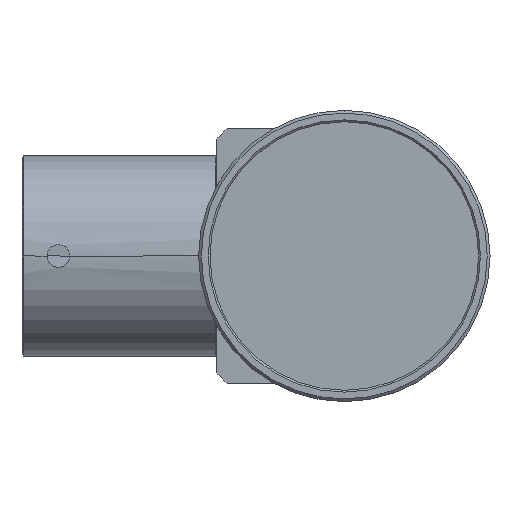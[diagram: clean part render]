
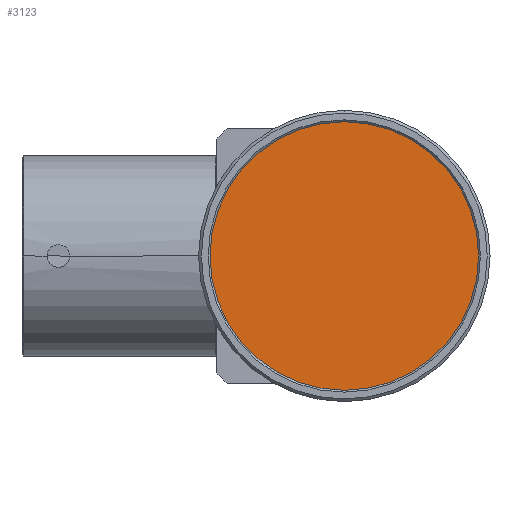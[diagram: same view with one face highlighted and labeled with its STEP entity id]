
A CAD part, left-side view. The second image highlights one B-rep face of the part: STEP entity #3123.
In plain terms, the highlighted planar face has unit normal (-1, 0, 0).
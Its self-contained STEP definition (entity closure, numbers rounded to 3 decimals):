
#77 = EDGE_LOOP ( 'NONE', ( #2744, #820 ) ) ;
#290 = CARTESIAN_POINT ( 'NONE',  ( 2.189, 0., 0. ) ) ;
#391 = AXIS2_PLACEMENT_3D ( 'NONE', #290, #2285, #2032 ) ;
#613 = CARTESIAN_POINT ( 'NONE',  ( 2.189, 0., 0. ) ) ;
#820 = ORIENTED_EDGE ( 'NONE', *, *, #3036, .F. ) ;
#915 = DIRECTION ( 'NONE',  ( 0., 0., 1. ) ) ;
#923 = DIRECTION ( 'NONE',  ( 1., 0., 0. ) ) ;
#931 = CARTESIAN_POINT ( 'NONE',  ( 2.189, 0., 0. ) ) ;
#1054 = VERTEX_POINT ( 'NONE', #2879 ) ;
#1225 = DIRECTION ( 'NONE',  ( 0., 0., 1. ) ) ;
#1477 = CARTESIAN_POINT ( 'NONE',  ( 2.189, 0., 14.75 ) ) ;
#1500 = FACE_OUTER_BOUND ( 'NONE', #77, .T. ) ;
#1883 = EDGE_CURVE ( 'NONE', #3217, #1054, #2575, .T. ) ;
#2032 = DIRECTION ( 'NONE',  ( 0., 0., 1. ) ) ;
#2285 = DIRECTION ( 'NONE',  ( 1., 0., 0. ) ) ;
#2575 = CIRCLE ( 'NONE', #3024, 14.75 ) ;
#2592 = DIRECTION ( 'NONE',  ( -1., 0., 0. ) ) ;
#2740 = AXIS2_PLACEMENT_3D ( 'NONE', #613, #2592, #915 ) ;
#2744 = ORIENTED_EDGE ( 'NONE', *, *, #1883, .F. ) ;
#2879 = CARTESIAN_POINT ( 'NONE',  ( 2.189, 0., -14.75 ) ) ;
#3024 = AXIS2_PLACEMENT_3D ( 'NONE', #931, #923, #1225 ) ;
#3036 = EDGE_CURVE ( 'NONE', #1054, #3217, #3343, .T. ) ;
#3123 = ADVANCED_FACE ( 'NONE', ( #1500 ), #3165, .T. ) ;
#3165 = PLANE ( 'NONE',  #2740 ) ;
#3217 = VERTEX_POINT ( 'NONE', #1477 ) ;
#3343 = CIRCLE ( 'NONE', #391, 14.75 ) ;
